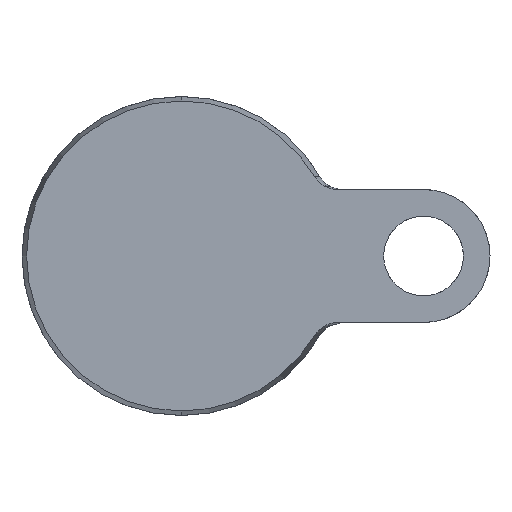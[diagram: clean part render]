
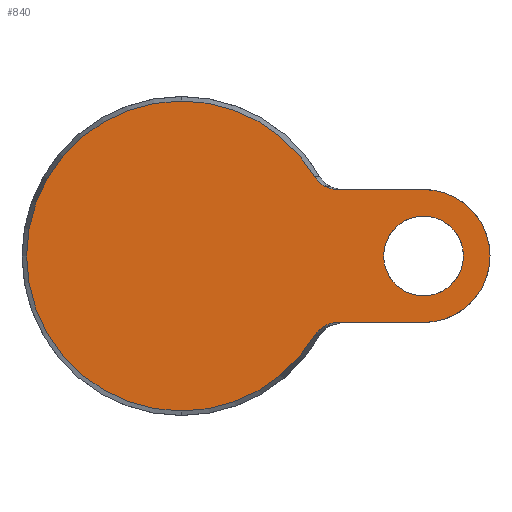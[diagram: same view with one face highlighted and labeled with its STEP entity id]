
A CAD part, front view. The second image highlights one B-rep face of the part: STEP entity #840.
In plain terms, the highlighted planar face has unit normal (0, -1, 0).
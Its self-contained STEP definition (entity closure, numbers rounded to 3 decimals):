
#14 = FACE_BOUND ( 'NONE', #510, .T. ) ;
#16 = AXIS2_PLACEMENT_3D ( 'NONE', #447, #962, #1287 ) ;
#32 = CARTESIAN_POINT ( 'NONE',  ( 0., 0., -29.143 ) ) ;
#39 = CARTESIAN_POINT ( 'NONE',  ( 45.5, 0., 0. ) ) ;
#62 = CARTESIAN_POINT ( 'NONE',  ( 15., 0., 12.5 ) ) ;
#72 = CARTESIAN_POINT ( 'NONE',  ( 0., 0., 0. ) ) ;
#75 = CARTESIAN_POINT ( 'NONE',  ( 29.374, 0., 12.5 ) ) ;
#76 = VERTEX_POINT ( 'NONE', #304 ) ;
#95 = CARTESIAN_POINT ( 'NONE',  ( 25.011, 0., 14.959 ) ) ;
#102 = CARTESIAN_POINT ( 'NONE',  ( 26.495, 0., 13.38 ) ) ;
#106 = DIRECTION ( 'NONE',  ( 0., 1., 0. ) ) ;
#107 = AXIS2_PLACEMENT_3D ( 'NONE', #1276, #1175, #117 ) ;
#117 = DIRECTION ( 'NONE',  ( 0., 0., 1. ) ) ;
#118 = ORIENTED_EDGE ( 'NONE', *, *, #433, .T. ) ;
#128 = CARTESIAN_POINT ( 'NONE',  ( 27.662, 0., -12.789 ) ) ;
#140 = EDGE_CURVE ( 'NONE', #1128, #858, #413, .T. ) ;
#146 = EDGE_CURVE ( 'NONE', #185, #858, #1305, .T. ) ;
#168 = VERTEX_POINT ( 'NONE', #880 ) ;
#185 = VERTEX_POINT ( 'NONE', #973 ) ;
#200 = CIRCLE ( 'NONE', #867, 29.143 ) ;
#225 = CARTESIAN_POINT ( 'NONE',  ( 26.497, 0., -13.379 ) ) ;
#232 = CARTESIAN_POINT ( 'NONE',  ( 0., 0., 0. ) ) ;
#241 = EDGE_CURVE ( 'NONE', #624, #168, #1136, .T. ) ;
#282 = CARTESIAN_POINT ( 'NONE',  ( 27.659, 0., 12.79 ) ) ;
#304 = CARTESIAN_POINT ( 'NONE',  ( 29.374, 0., 12.5 ) ) ;
#316 = CARTESIAN_POINT ( 'NONE',  ( 25.011, 0., 14.959 ) ) ;
#319 = FACE_OUTER_BOUND ( 'NONE', #676, .T. ) ;
#329 = ORIENTED_EDGE ( 'NONE', *, *, #241, .T. ) ;
#333 = CARTESIAN_POINT ( 'NONE',  ( 25.011, 0., -14.959 ) ) ;
#340 = CARTESIAN_POINT ( 'NONE',  ( 27.871, 0., -12.72 ) ) ;
#345 = CARTESIAN_POINT ( 'NONE',  ( 25.508, 0., -14.24 ) ) ;
#361 = CARTESIAN_POINT ( 'NONE',  ( 0., 0., 29.143 ) ) ;
#392 = AXIS2_PLACEMENT_3D ( 'NONE', #232, #449, #883 ) ;
#413 = B_SPLINE_CURVE_WITH_KNOTS ( 'NONE', 3,
 ( #333, #772, #345, #991, #660, #225, #1312, #1207, #128, #340, #537, #563, #1197 ),
 .UNSPECIFIED., .F., .F.,
 ( 4, 2, 2, 1, 2, 2, 4 ),
 ( 0., 0.001, 0.002, 0.003, 0.003, 0.004, 0.005 ),
 .UNSPECIFIED. ) ;
#414 = CIRCLE ( 'NONE', #107, 7.5 ) ;
#415 = CARTESIAN_POINT ( 'NONE',  ( 26.678, 0., 13.261 ) ) ;
#419 = ORIENTED_EDGE ( 'NONE', *, *, #146, .F. ) ;
#423 = ORIENTED_EDGE ( 'NONE', *, *, #555, .T. ) ;
#425 = ORIENTED_EDGE ( 'NONE', *, *, #942, .T. ) ;
#433 = EDGE_CURVE ( 'NONE', #437, #1128, #1311, .T. ) ;
#437 = VERTEX_POINT ( 'NONE', #32 ) ;
#447 = CARTESIAN_POINT ( 'NONE',  ( -29.143, 0., 0. ) ) ;
#449 = DIRECTION ( 'NONE',  ( 0., -1., 0. ) ) ;
#500 = EDGE_CURVE ( 'NONE', #76, #694, #814, .T. ) ;
#510 = EDGE_LOOP ( 'NONE', ( #329, #425 ) ) ;
#519 = CARTESIAN_POINT ( 'NONE',  ( 27.057, 0., 13.048 ) ) ;
#527 = VECTOR ( 'NONE', #1127, 1000. ) ;
#530 = AXIS2_PLACEMENT_3D ( 'NONE', #39, #554, #1224 ) ;
#537 = CARTESIAN_POINT ( 'NONE',  ( 28.503, 0., -12.556 ) ) ;
#554 = DIRECTION ( 'NONE',  ( 0., 1., 0. ) ) ;
#555 = EDGE_CURVE ( 'NONE', #1001, #437, #200, .T. ) ;
#563 = CARTESIAN_POINT ( 'NONE',  ( 28.933, 0., -12.5 ) ) ;
#605 = CARTESIAN_POINT ( 'NONE',  ( 25.011, 0., -14.959 ) ) ;
#623 = DIRECTION ( 'NONE',  ( 0., 0., -1. ) ) ;
#624 = VERTEX_POINT ( 'NONE', #1003 ) ;
#629 = DIRECTION ( 'NONE',  ( 0., -1., 0. ) ) ;
#660 = CARTESIAN_POINT ( 'NONE',  ( 26.146, 0., -13.64 ) ) ;
#669 = CARTESIAN_POINT ( 'NONE',  ( 15., 0., -12.5 ) ) ;
#676 = EDGE_LOOP ( 'NONE', ( #1302, #1144, #954, #423, #118, #812, #419, #1190 ) ) ;
#694 = VERTEX_POINT ( 'NONE', #1134 ) ;
#701 = B_SPLINE_CURVE_WITH_KNOTS ( 'NONE', 3,
 ( #75, #842, #917, #1242, #282, #849, #519, #415, #102, #951, #1375, #1272, #922, #316 ),
 .UNSPECIFIED., .F., .F.,
 ( 4, 2, 2, 2, 2, 2, 4 ),
 ( 0., 0.001, 0.002, 0.003, 0.003, 0.004, 0.005 ),
 .UNSPECIFIED. ) ;
#706 = CARTESIAN_POINT ( 'NONE',  ( 0., 0., 0. ) ) ;
#746 = CARTESIAN_POINT ( 'NONE',  ( 45.5, 0., 0. ) ) ;
#772 = CARTESIAN_POINT ( 'NONE',  ( 25.237, 0., -14.58 ) ) ;
#780 = EDGE_CURVE ( 'NONE', #1379, #1001, #846, .T. ) ;
#812 = ORIENTED_EDGE ( 'NONE', *, *, #140, .T. ) ;
#814 = LINE ( 'NONE', #62, #527 ) ;
#840 = ADVANCED_FACE ( 'NONE', ( #319, #14 ), #869, .F. ) ;
#842 = CARTESIAN_POINT ( 'NONE',  ( 28.933, 0., 12.5 ) ) ;
#846 = CIRCLE ( 'NONE', #927, 29.143 ) ;
#849 = CARTESIAN_POINT ( 'NONE',  ( 27.253, 0., 12.954 ) ) ;
#858 = VERTEX_POINT ( 'NONE', #980 ) ;
#867 = AXIS2_PLACEMENT_3D ( 'NONE', #72, #1123, #1016 ) ;
#869 = PLANE ( 'NONE',  #16 ) ;
#880 = CARTESIAN_POINT ( 'NONE',  ( 45.5, 0., 7.5 ) ) ;
#883 = DIRECTION ( 'NONE',  ( 0., 0., -1. ) ) ;
#887 = DIRECTION ( 'NONE',  ( -1., 0., 0. ) ) ;
#917 = CARTESIAN_POINT ( 'NONE',  ( 28.502, 0., 12.556 ) ) ;
#922 = CARTESIAN_POINT ( 'NONE',  ( 25.237, 0., 14.58 ) ) ;
#927 = AXIS2_PLACEMENT_3D ( 'NONE', #706, #629, #623 ) ;
#942 = EDGE_CURVE ( 'NONE', #168, #624, #414, .T. ) ;
#951 = CARTESIAN_POINT ( 'NONE',  ( 26.144, 0., 13.642 ) ) ;
#954 = ORIENTED_EDGE ( 'NONE', *, *, #780, .T. ) ;
#962 = DIRECTION ( 'NONE',  ( 0., 1., 0. ) ) ;
#973 = CARTESIAN_POINT ( 'NONE',  ( 45.5, 0., -12.5 ) ) ;
#980 = CARTESIAN_POINT ( 'NONE',  ( 29.374, 0., -12.5 ) ) ;
#991 = CARTESIAN_POINT ( 'NONE',  ( 25.977, 0., -13.784 ) ) ;
#1001 = VERTEX_POINT ( 'NONE', #361 ) ;
#1003 = CARTESIAN_POINT ( 'NONE',  ( 45.5, 0., -7.5 ) ) ;
#1016 = DIRECTION ( 'NONE',  ( 0., 0., -1. ) ) ;
#1119 = AXIS2_PLACEMENT_3D ( 'NONE', #746, #106, #1368 ) ;
#1123 = DIRECTION ( 'NONE',  ( 0., -1., 0. ) ) ;
#1127 = DIRECTION ( 'NONE',  ( 1., 0., 0. ) ) ;
#1128 = VERTEX_POINT ( 'NONE', #605 ) ;
#1134 = CARTESIAN_POINT ( 'NONE',  ( 45.5, 0., 12.5 ) ) ;
#1136 = CIRCLE ( 'NONE', #530, 7.5 ) ;
#1144 = ORIENTED_EDGE ( 'NONE', *, *, #1258, .T. ) ;
#1165 = CIRCLE ( 'NONE', #1119, 12.5 ) ;
#1175 = DIRECTION ( 'NONE',  ( 0., 1., 0. ) ) ;
#1190 = ORIENTED_EDGE ( 'NONE', *, *, #1322, .F. ) ;
#1197 = CARTESIAN_POINT ( 'NONE',  ( 29.374, 0., -12.5 ) ) ;
#1207 = CARTESIAN_POINT ( 'NONE',  ( 27.255, 0., -12.953 ) ) ;
#1224 = DIRECTION ( 'NONE',  ( 0., 0., 1. ) ) ;
#1242 = CARTESIAN_POINT ( 'NONE',  ( 27.869, 0., 12.721 ) ) ;
#1258 = EDGE_CURVE ( 'NONE', #76, #1379, #701, .T. ) ;
#1272 = CARTESIAN_POINT ( 'NONE',  ( 25.507, 0., 14.24 ) ) ;
#1276 = CARTESIAN_POINT ( 'NONE',  ( 45.5, 0., 0. ) ) ;
#1287 = DIRECTION ( 'NONE',  ( 0., 0., 1. ) ) ;
#1302 = ORIENTED_EDGE ( 'NONE', *, *, #500, .F. ) ;
#1305 = LINE ( 'NONE', #669, #1339 ) ;
#1311 = CIRCLE ( 'NONE', #392, 29.143 ) ;
#1312 = CARTESIAN_POINT ( 'NONE',  ( 26.862, 0., -13.142 ) ) ;
#1322 = EDGE_CURVE ( 'NONE', #694, #185, #1165, .T. ) ;
#1339 = VECTOR ( 'NONE', #887, 1000. ) ;
#1368 = DIRECTION ( 'NONE',  ( 0., 0., -1. ) ) ;
#1375 = CARTESIAN_POINT ( 'NONE',  ( 25.976, 0., 13.785 ) ) ;
#1379 = VERTEX_POINT ( 'NONE', #95 ) ;
